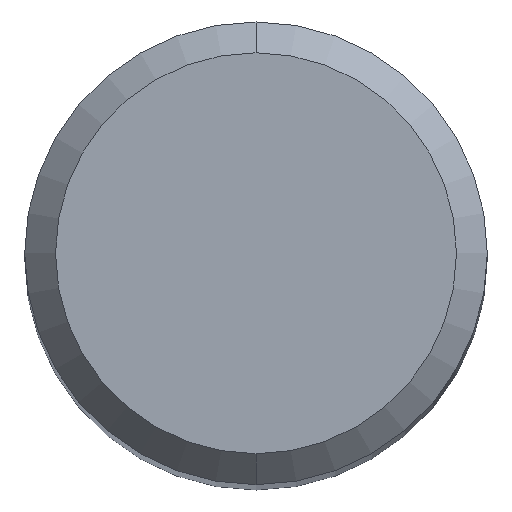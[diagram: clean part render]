
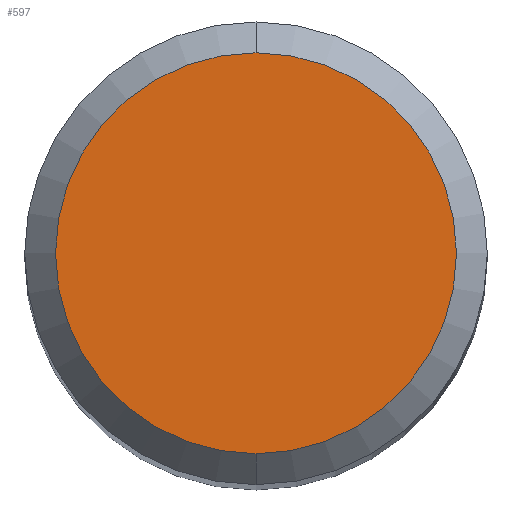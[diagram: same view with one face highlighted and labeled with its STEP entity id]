
A CAD part, top view. The second image highlights one B-rep face of the part: STEP entity #597.
In plain terms, the highlighted planar face has unit normal (0, 0, 1).
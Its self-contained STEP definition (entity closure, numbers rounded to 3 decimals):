
#335=EDGE_CURVE('',#807,#827,#910,.T.);
#359=EDGE_CURVE('',#827,#807,#935,.T.);
#597=ADVANCED_FACE('',(#1193),#1194,.T.);
#807=VERTEX_POINT('',#1426);
#827=VERTEX_POINT('',#1449);
#910=CIRCLE('',#1643,2.6);
#935=CIRCLE('',#1850,2.6);
#1193=FACE_OUTER_BOUND('',#3446,.T.);
#1194=PLANE('',#3447);
#1426=CARTESIAN_POINT('',(0.,-2.6,0.0));
#1449=CARTESIAN_POINT('',(0.0,2.6,0.0));
#1643=AXIS2_PLACEMENT_3D('',#5306,#5307,#5308);
#1850=AXIS2_PLACEMENT_3D('',#5321,#5322,#5323);
#3446=EDGE_LOOP('',(#5565,#5566));
#3447=AXIS2_PLACEMENT_3D('',#5567,#5568,#5569);
#5306=CARTESIAN_POINT('',(0.0,0.0,0.0));
#5307=DIRECTION('',(0.0,0.0,-1.0));
#5308=DIRECTION('',(0.0,1.0,0.0));
#5321=CARTESIAN_POINT('',(0.0,0.0,0.0));
#5322=DIRECTION('',(0.0,0.0,-1.0));
#5323=DIRECTION('',(0.0,1.0,0.0));
#5565=ORIENTED_EDGE('',*,*,#359,.F.);
#5566=ORIENTED_EDGE('',*,*,#335,.F.);
#5567=CARTESIAN_POINT('',(0.0,1.3,0.0));
#5568=DIRECTION('',(-0.0,0.0,1.0));
#5569=DIRECTION('',(0.0,-1.0,0.0));
